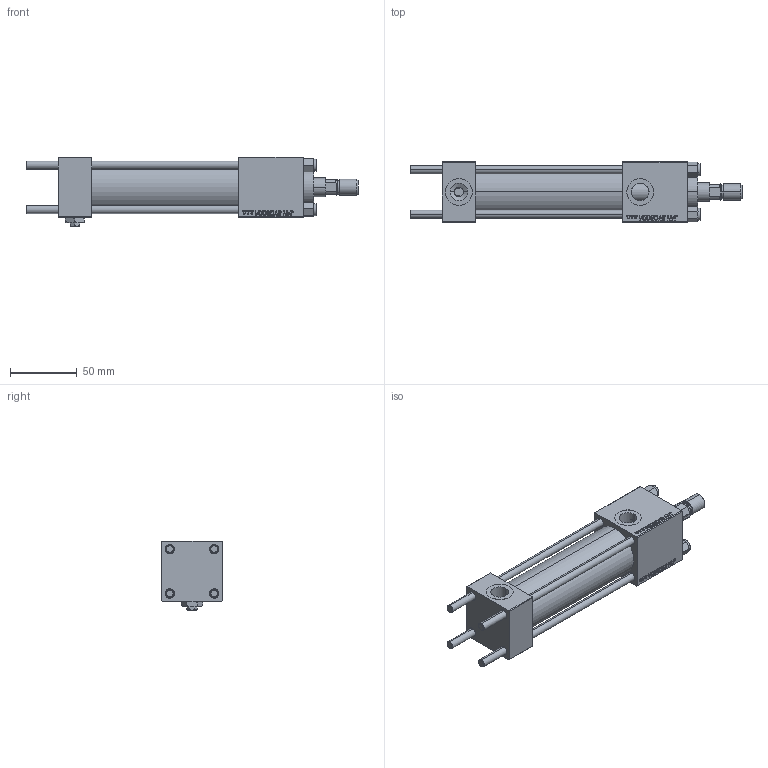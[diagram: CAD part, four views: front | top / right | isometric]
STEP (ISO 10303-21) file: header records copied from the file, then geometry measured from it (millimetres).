
FILE_DESCRIPTION (( 'STEP AP203' ), '1' );
FILE_NAME ('4ef2.STEP', '2022-04-16T08:13:53', ( '' ), ( '' ), 'SwSTEP 2.0', 'SolidWorks 2019', '' );
FILE_SCHEMA (( 'CONFIG_CONTROL_DESIGN' ));
Length unit declared in the file: millimetre
Products named in the file (8): V215CR_BODY_A dbc6a43c9a07f86f211e011dceed3acd; V215CR_VCP dbc6a43c9a07f86f211e011dceed3acd; NUT_M5 dbc6a43c9a07f86f211e011dceed3acd; Zatka_pro_OIL_PORT dbc6a43c9a07f86f211e011dceed3acd; CR025_012_A_0_G_A_G_M_020_+#_##_TYCINKA dbc6a43c9a07f86f211e011dceed3acd; 4ef2; V215_VC_A dbc6a43c9a07f86f211e011dceed3acd; ROD_END_AH dbc6a43c9a07f86f211e011dceed3acd
Assembly tree (13 placements, depth 2):
  4ef2
    V215CR_BODY_A dbc6a43c9a07f86f211e011dceed3acd
    CR025_012_A_0_G_A_G_M_020_+#_##_TYCINKA dbc6a43c9a07f86f211e011dceed3acd  x4
    NUT_M5 dbc6a43c9a07f86f211e011dceed3acd  x4
    V215CR_VCP dbc6a43c9a07f86f211e011dceed3acd
    V215_VC_A dbc6a43c9a07f86f211e011dceed3acd
    ROD_END_AH dbc6a43c9a07f86f211e011dceed3acd
    Zatka_pro_OIL_PORT dbc6a43c9a07f86f211e011dceed3acd
Bounding box: 248 x 45 x 52 mm (x, y, z)
Volume: 234953.4 mm3; surface area: 95188.4 mm2
Topology: 13 solids, 13 shells, 1204 faces, 3012 edges, 1947 vertices
Faces by surface type: plane 548, bspline 392, cone 162, cylinder 92, torus 10
Entity records: 52216 total; most frequent: CARTESIAN_POINT 27634, ORIENTED_EDGE 5516, DIRECTION 3550, EDGE_CURVE 2758, VERTEX_POINT 1803, VECTOR 1640, LINE 1640, EDGE_LOOP 1219
